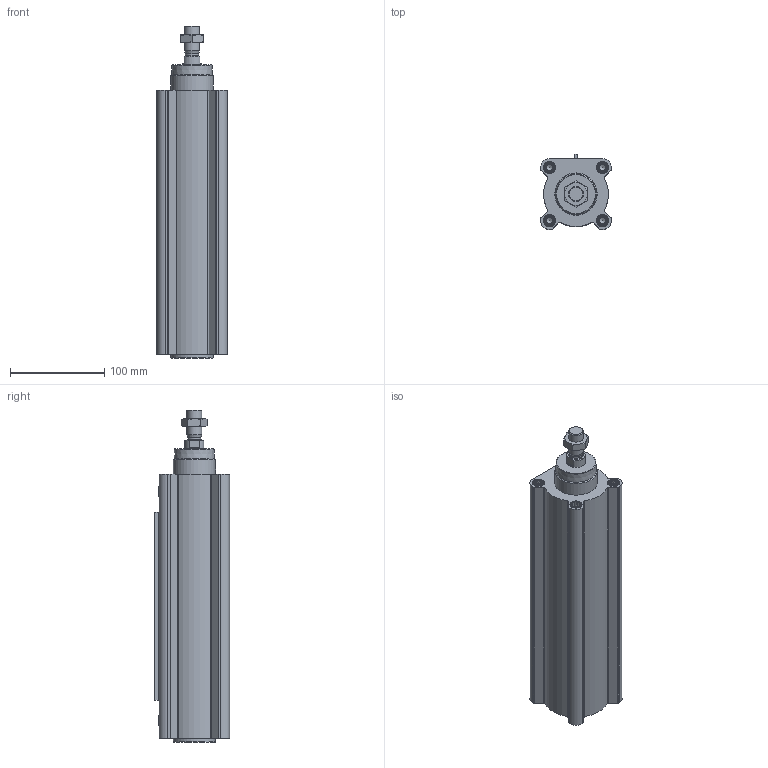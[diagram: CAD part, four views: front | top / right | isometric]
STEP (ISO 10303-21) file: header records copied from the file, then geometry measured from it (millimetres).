
FILE_DESCRIPTION(/* description */ ('STEP AP214'),/* implementation_level */ '2;1');
FILE_NAME(/* name */ '1780911_DSBF-C-63-160-PPSA-N3-R',/* time_stamp */ '2024-08-21T11:20:51+02:00',/* author */ ('License CC BY-ND 4.0'),/* organization */ ('CADENAS'),/* preprocessor_version */ 'ST-DEVELOPER v19.3',/* originating_system */ 'PARTsolutions',/* authorisation */ ' ');
FILE_SCHEMA (('AUTOMOTIVE_DESIGN {1 0 10303 214 3 1 1}'));
Length unit declared in the file: millimetre
Products named in the file (4): 1780911 DSBF-C-63-160-PPSA-N3-R---(0); 570080 DSBF-C-63-160-PPSA--R_(Z_1); 570080 DSBF-C-63-160_(K); DIN-439-B - M16x1.5(F)
Assembly tree (3 placements, depth 2):
  1780911 DSBF-C-63-160-PPSA-N3-R---(0)
    570080 DSBF-C-63-160-PPSA--R_(Z_1)
    570080 DSBF-C-63-160_(K)
    DIN-439-B - M16x1.5(F)
Bounding box: 75 x 80 x 353.1 mm (x, y, z)
Volume: 963080.6 mm3; surface area: 200637.2 mm2
Topology: 3 solids, 3 shells, 380 faces, 974 edges, 634 vertices
Faces by surface type: plane 260, cylinder 66, cone 48, torus 6
Full cylindrical faces by diameter (mm): 6.647 x8, 8 x8, 12 x8, 13.2 x8, 13.9 x1, 14.376 x1, 14.95 x2, 16 x1, 20 x2, 45 x2, 63 x2
Entity records: 13516 total; most frequent: CARTESIAN_POINT 2512, ORIENTED_EDGE 1712, DIRECTION 1589, EDGE_CURVE 856, VERTEX_POINT 619, AXIS2_PLACEMENT_3D 558, FACE_BOUND 521, EDGE_LOOP 513
